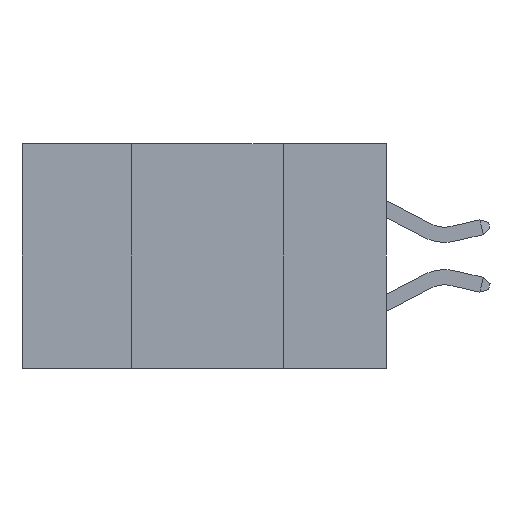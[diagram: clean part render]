
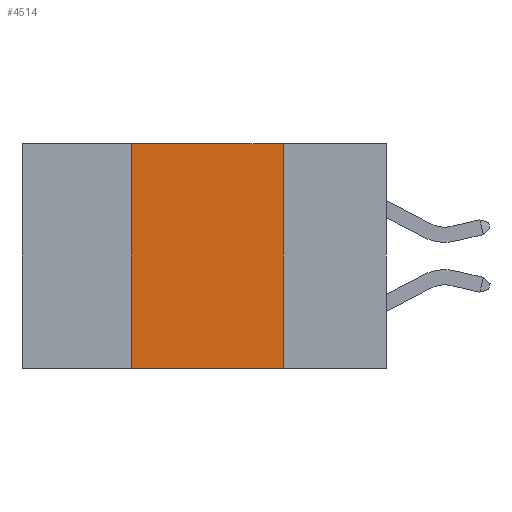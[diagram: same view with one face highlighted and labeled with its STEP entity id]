
A CAD part, left-side view. The second image highlights one B-rep face of the part: STEP entity #4514.
In plain terms, the highlighted planar face has unit normal (-1, 0, 0).
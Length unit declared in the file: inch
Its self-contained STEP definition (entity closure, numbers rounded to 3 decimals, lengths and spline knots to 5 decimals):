
#780 = VECTOR ( 'NONE', #17854, 39.37008 ) ;
#836 = FACE_OUTER_BOUND ( 'NONE', #15580, .T. ) ;
#993 = DIRECTION ( 'NONE',  ( 0., 0., 1. ) ) ;
#997 = CARTESIAN_POINT ( 'NONE',  ( 0., 0.42, 0. ) ) ;
#1605 = DIRECTION ( 'NONE',  ( 0., -1., 0. ) ) ;
#4085 = VERTEX_POINT ( 'NONE', #11010 ) ;
#4439 = PLANE ( 'NONE',  #12323 ) ;
#4508 = DIRECTION ( 'NONE',  ( 1., 0., 0. ) ) ;
#4514 = ADVANCED_FACE ( 'NONE', ( #836 ), #4439, .F. ) ;
#5006 = LINE ( 'NONE', #15775, #14669 ) ;
#6085 = EDGE_CURVE ( 'NONE', #12489, #11475, #5006, .T. ) ;
#6531 = LINE ( 'NONE', #14882, #780 ) ;
#7507 = EDGE_CURVE ( 'NONE', #15652, #4085, #6531, .T. ) ;
#8895 = CARTESIAN_POINT ( 'NONE',  ( 0., 0.42, 0. ) ) ;
#9934 = VECTOR ( 'NONE', #993, 39.37008 ) ;
#10151 = CARTESIAN_POINT ( 'NONE',  ( 0., 0.17, 0. ) ) ;
#11010 = CARTESIAN_POINT ( 'NONE',  ( 0., 0.17, 0. ) ) ;
#11293 = ORIENTED_EDGE ( 'NONE', *, *, #7507, .F. ) ;
#11475 = VERTEX_POINT ( 'NONE', #18835 ) ;
#12323 = AXIS2_PLACEMENT_3D ( 'NONE', #19003, #4508, #15801 ) ;
#12489 = VERTEX_POINT ( 'NONE', #16750 ) ;
#12971 = ORIENTED_EDGE ( 'NONE', *, *, #6085, .T. ) ;
#12974 = EDGE_CURVE ( 'NONE', #12489, #15652, #18855, .T. ) ;
#13399 = DIRECTION ( 'NONE',  ( 0., 0., -1. ) ) ;
#14669 = VECTOR ( 'NONE', #1605, 39.37008 ) ;
#14882 = CARTESIAN_POINT ( 'NONE',  ( 0., 0.6, 0. ) ) ;
#15022 = LINE ( 'NONE', #10151, #20471 ) ;
#15580 = EDGE_LOOP ( 'NONE', ( #16355, #11293, #15694, #12971 ) ) ;
#15652 = VERTEX_POINT ( 'NONE', #997 ) ;
#15694 = ORIENTED_EDGE ( 'NONE', *, *, #12974, .F. ) ;
#15775 = CARTESIAN_POINT ( 'NONE',  ( 0., 0.6, -0.37 ) ) ;
#15801 = DIRECTION ( 'NONE',  ( 0., 0., -1. ) ) ;
#16355 = ORIENTED_EDGE ( 'NONE', *, *, #17181, .F. ) ;
#16750 = CARTESIAN_POINT ( 'NONE',  ( 0., 0.42, -0.37 ) ) ;
#17181 = EDGE_CURVE ( 'NONE', #4085, #11475, #15022, .T. ) ;
#17854 = DIRECTION ( 'NONE',  ( 0., -1., 0. ) ) ;
#18835 = CARTESIAN_POINT ( 'NONE',  ( 0., 0.17, -0.37 ) ) ;
#18855 = LINE ( 'NONE', #8895, #9934 ) ;
#19003 = CARTESIAN_POINT ( 'NONE',  ( 0., 0.6, 0. ) ) ;
#20471 = VECTOR ( 'NONE', #13399, 39.37008 ) ;
